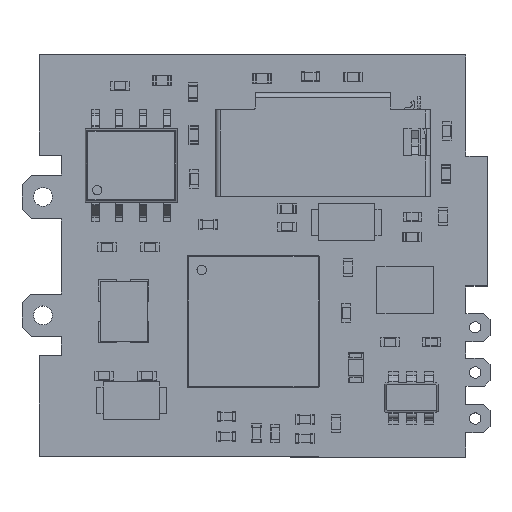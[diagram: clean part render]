
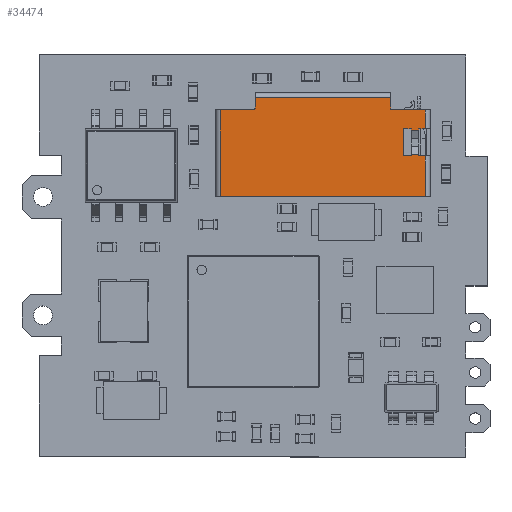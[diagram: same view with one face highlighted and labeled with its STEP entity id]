
A CAD part, top view. The second image highlights one B-rep face of the part: STEP entity #34474.
In plain terms, the highlighted face is planar.
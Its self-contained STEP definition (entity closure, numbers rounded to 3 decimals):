
#34249 = VERTEX_POINT('',#34250);
#34250 = CARTESIAN_POINT('',(3.3,1.7,2.4));
#34283 = VERTEX_POINT('',#34284);
#34284 = CARTESIAN_POINT('',(3.3,1.7,2.95));
#34291 = EDGE_CURVE('',#34283,#34249,#34292,.T.);
#34292 = LINE('',#34293,#34294);
#34293 = CARTESIAN_POINT('',(3.3,1.7,2.95));
#34294 = VECTOR('',#34295,1.);
#34295 = DIRECTION('',(0.,0.,-1.));
#34306 = VERTEX_POINT('',#34307);
#34307 = CARTESIAN_POINT('',(3.4,1.7,2.3));
#34315 = EDGE_CURVE('',#34249,#34306,#34316,.T.);
#34316 = CIRCLE('',#34317,0.1);
#34317 = AXIS2_PLACEMENT_3D('',#34318,#34319,#34320);
#34318 = CARTESIAN_POINT('',(3.4,1.7,2.4));
#34319 = DIRECTION('',(0.,-1.,0.));
#34320 = DIRECTION('',(-1.,0.,0.));
#34331 = VERTEX_POINT('',#34332);
#34332 = CARTESIAN_POINT('',(-4.,1.7,2.3));
#34373 = VERTEX_POINT('',#34374);
#34374 = CARTESIAN_POINT('',(-5.75,1.7,2.3));
#34381 = EDGE_CURVE('',#34373,#34331,#34382,.T.);
#34382 = LINE('',#34383,#34384);
#34383 = CARTESIAN_POINT('',(-5.75,1.7,2.3));
#34384 = VECTOR('',#34385,1.);
#34385 = DIRECTION('',(1.,0.,0.));
#34396 = EDGE_CURVE('',#34306,#34397,#34399,.T.);
#34397 = VERTEX_POINT('',#34398);
#34398 = CARTESIAN_POINT('',(5.15,1.7,2.3));
#34399 = LINE('',#34400,#34401);
#34400 = CARTESIAN_POINT('',(3.4,1.7,2.3));
#34401 = VECTOR('',#34402,1.);
#34402 = DIRECTION('',(1.,0.,0.));
#34454 = EDGE_CURVE('',#34331,#34455,#34457,.T.);
#34455 = VERTEX_POINT('',#34456);
#34456 = CARTESIAN_POINT('',(-3.9,1.7,2.4));
#34457 = CIRCLE('',#34458,0.1);
#34458 = AXIS2_PLACEMENT_3D('',#34459,#34460,#34461);
#34459 = CARTESIAN_POINT('',(-4.,1.7,2.4));
#34460 = DIRECTION('',(0.,-1.,0.));
#34461 = DIRECTION('',(0.,0.,-1.));
#34474 = ADVANCED_FACE('',(#34475),#34614,.T.);
#34475 = FACE_BOUND('',#34476,.F.);
#34476 = EDGE_LOOP('',(#34477,#34478,#34479,#34480,#34488,#34494,#34495,
    #34496,#34504,#34512,#34520,#34528,#34536,#34544,#34552,#34560,
    #34568,#34576,#34584,#34592,#34600,#34608));
#34477 = ORIENTED_EDGE('',*,*,#34396,.F.);
#34478 = ORIENTED_EDGE('',*,*,#34315,.F.);
#34479 = ORIENTED_EDGE('',*,*,#34291,.F.);
#34480 = ORIENTED_EDGE('',*,*,#34481,.F.);
#34481 = EDGE_CURVE('',#34482,#34283,#34484,.T.);
#34482 = VERTEX_POINT('',#34483);
#34483 = CARTESIAN_POINT('',(-3.9,1.7,2.95));
#34484 = LINE('',#34485,#34486);
#34485 = CARTESIAN_POINT('',(-3.9,1.7,2.95));
#34486 = VECTOR('',#34487,1.);
#34487 = DIRECTION('',(1.,0.,0.));
#34488 = ORIENTED_EDGE('',*,*,#34489,.F.);
#34489 = EDGE_CURVE('',#34455,#34482,#34490,.T.);
#34490 = LINE('',#34491,#34492);
#34491 = CARTESIAN_POINT('',(-3.9,1.7,2.4));
#34492 = VECTOR('',#34493,1.);
#34493 = DIRECTION('',(0.,0.,1.));
#34494 = ORIENTED_EDGE('',*,*,#34454,.F.);
#34495 = ORIENTED_EDGE('',*,*,#34381,.F.);
#34496 = ORIENTED_EDGE('',*,*,#34497,.F.);
#34497 = EDGE_CURVE('',#34498,#34373,#34500,.T.);
#34498 = VERTEX_POINT('',#34499);
#34499 = CARTESIAN_POINT('',(-5.75,1.7,1.29));
#34500 = LINE('',#34501,#34502);
#34501 = CARTESIAN_POINT('',(-5.75,1.7,1.29));
#34502 = VECTOR('',#34503,1.);
#34503 = DIRECTION('',(0.,0.,1.));
#34504 = ORIENTED_EDGE('',*,*,#34505,.T.);
#34505 = EDGE_CURVE('',#34498,#34506,#34508,.T.);
#34506 = VERTEX_POINT('',#34507);
#34507 = CARTESIAN_POINT('',(-5.4,1.7,1.29));
#34508 = LINE('',#34509,#34510);
#34509 = CARTESIAN_POINT('',(-5.75,1.7,1.29));
#34510 = VECTOR('',#34511,1.);
#34511 = DIRECTION('',(1.,0.,0.));
#34512 = ORIENTED_EDGE('',*,*,#34513,.T.);
#34513 = EDGE_CURVE('',#34506,#34514,#34516,.T.);
#34514 = VERTEX_POINT('',#34515);
#34515 = CARTESIAN_POINT('',(-5.4,1.7,1.2));
#34516 = LINE('',#34517,#34518);
#34517 = CARTESIAN_POINT('',(-5.4,1.7,1.29));
#34518 = VECTOR('',#34519,1.);
#34519 = DIRECTION('',(0.,0.,-1.));
#34520 = ORIENTED_EDGE('',*,*,#34521,.F.);
#34521 = EDGE_CURVE('',#34522,#34514,#34524,.T.);
#34522 = VERTEX_POINT('',#34523);
#34523 = CARTESIAN_POINT('',(-5.,1.7,1.2));
#34524 = LINE('',#34525,#34526);
#34525 = CARTESIAN_POINT('',(-5.,1.7,1.2));
#34526 = VECTOR('',#34527,1.);
#34527 = DIRECTION('',(-1.,0.,0.));
#34528 = ORIENTED_EDGE('',*,*,#34529,.F.);
#34529 = EDGE_CURVE('',#34530,#34522,#34532,.T.);
#34530 = VERTEX_POINT('',#34531);
#34531 = CARTESIAN_POINT('',(-5.,1.7,1.29));
#34532 = LINE('',#34533,#34534);
#34533 = CARTESIAN_POINT('',(-5.,1.7,1.29));
#34534 = VECTOR('',#34535,1.);
#34535 = DIRECTION('',(0.,0.,-1.));
#34536 = ORIENTED_EDGE('',*,*,#34537,.T.);
#34537 = EDGE_CURVE('',#34530,#34538,#34540,.T.);
#34538 = VERTEX_POINT('',#34539);
#34539 = CARTESIAN_POINT('',(-4.6,1.7,1.29));
#34540 = LINE('',#34541,#34542);
#34541 = CARTESIAN_POINT('',(-5.,1.7,1.29));
#34542 = VECTOR('',#34543,1.);
#34543 = DIRECTION('',(1.,0.,0.));
#34544 = ORIENTED_EDGE('',*,*,#34545,.T.);
#34545 = EDGE_CURVE('',#34538,#34546,#34548,.T.);
#34546 = VERTEX_POINT('',#34547);
#34547 = CARTESIAN_POINT('',(-4.6,1.7,-0.15));
#34548 = LINE('',#34549,#34550);
#34549 = CARTESIAN_POINT('',(-4.6,1.7,1.29));
#34550 = VECTOR('',#34551,1.);
#34551 = DIRECTION('',(0.,0.,-1.));
#34552 = ORIENTED_EDGE('',*,*,#34553,.F.);
#34553 = EDGE_CURVE('',#34554,#34546,#34556,.T.);
#34554 = VERTEX_POINT('',#34555);
#34555 = CARTESIAN_POINT('',(-5.,1.7,-0.15));
#34556 = LINE('',#34557,#34558);
#34557 = CARTESIAN_POINT('',(-5.,1.7,-0.15));
#34558 = VECTOR('',#34559,1.);
#34559 = DIRECTION('',(1.,0.,0.));
#34560 = ORIENTED_EDGE('',*,*,#34561,.F.);
#34561 = EDGE_CURVE('',#34562,#34554,#34564,.T.);
#34562 = VERTEX_POINT('',#34563);
#34563 = CARTESIAN_POINT('',(-5.,1.7,-0.06));
#34564 = LINE('',#34565,#34566);
#34565 = CARTESIAN_POINT('',(-5.,1.7,-0.06));
#34566 = VECTOR('',#34567,1.);
#34567 = DIRECTION('',(0.,0.,-1.));
#34568 = ORIENTED_EDGE('',*,*,#34569,.T.);
#34569 = EDGE_CURVE('',#34562,#34570,#34572,.T.);
#34570 = VERTEX_POINT('',#34571);
#34571 = CARTESIAN_POINT('',(-5.4,1.7,-0.06));
#34572 = LINE('',#34573,#34574);
#34573 = CARTESIAN_POINT('',(-5.,1.7,-0.06));
#34574 = VECTOR('',#34575,1.);
#34575 = DIRECTION('',(-1.,0.,0.));
#34576 = ORIENTED_EDGE('',*,*,#34577,.T.);
#34577 = EDGE_CURVE('',#34570,#34578,#34580,.T.);
#34578 = VERTEX_POINT('',#34579);
#34579 = CARTESIAN_POINT('',(-5.4,1.7,-0.15));
#34580 = LINE('',#34581,#34582);
#34581 = CARTESIAN_POINT('',(-5.4,1.7,-0.06));
#34582 = VECTOR('',#34583,1.);
#34583 = DIRECTION('',(0.,0.,-1.));
#34584 = ORIENTED_EDGE('',*,*,#34585,.F.);
#34585 = EDGE_CURVE('',#34586,#34578,#34588,.T.);
#34586 = VERTEX_POINT('',#34587);
#34587 = CARTESIAN_POINT('',(-5.75,1.7,-0.15));
#34588 = LINE('',#34589,#34590);
#34589 = CARTESIAN_POINT('',(-5.75,1.7,-0.15));
#34590 = VECTOR('',#34591,1.);
#34591 = DIRECTION('',(1.,0.,0.));
#34592 = ORIENTED_EDGE('',*,*,#34593,.F.);
#34593 = EDGE_CURVE('',#34594,#34586,#34596,.T.);
#34594 = VERTEX_POINT('',#34595);
#34595 = CARTESIAN_POINT('',(-5.75,1.7,-2.3));
#34596 = LINE('',#34597,#34598);
#34597 = CARTESIAN_POINT('',(-5.75,1.7,-2.3));
#34598 = VECTOR('',#34599,1.);
#34599 = DIRECTION('',(0.,0.,1.));
#34600 = ORIENTED_EDGE('',*,*,#34601,.T.);
#34601 = EDGE_CURVE('',#34594,#34602,#34604,.T.);
#34602 = VERTEX_POINT('',#34603);
#34603 = CARTESIAN_POINT('',(5.15,1.7,-2.3));
#34604 = LINE('',#34605,#34606);
#34605 = CARTESIAN_POINT('',(-5.75,1.7,-2.3));
#34606 = VECTOR('',#34607,1.);
#34607 = DIRECTION('',(1.,0.,0.));
#34608 = ORIENTED_EDGE('',*,*,#34609,.T.);
#34609 = EDGE_CURVE('',#34602,#34397,#34610,.T.);
#34610 = LINE('',#34611,#34612);
#34611 = CARTESIAN_POINT('',(5.15,1.7,-2.3));
#34612 = VECTOR('',#34613,1.);
#34613 = DIRECTION('',(0.,0.,1.));
#34614 = PLANE('',#34615);
#34615 = AXIS2_PLACEMENT_3D('',#34616,#34617,#34618);
#34616 = CARTESIAN_POINT('',(-6.,1.7,-2.3));
#34617 = DIRECTION('',(0.,1.,0.));
#34618 = DIRECTION('',(1.,0.,0.));
